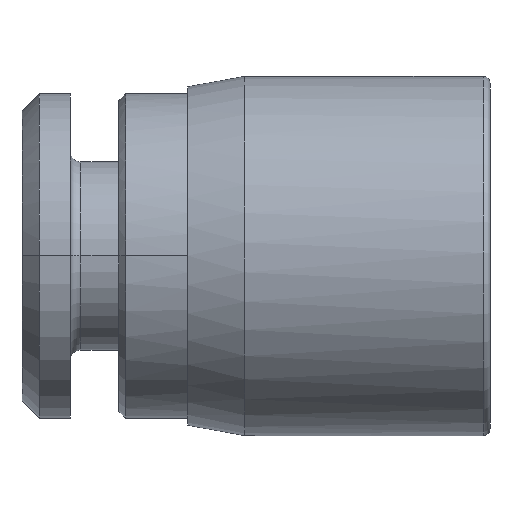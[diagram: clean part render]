
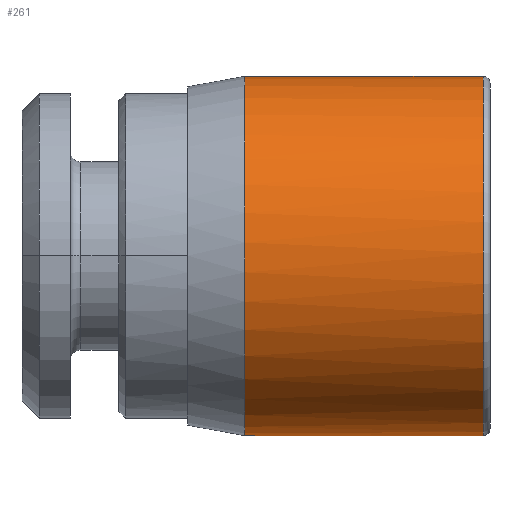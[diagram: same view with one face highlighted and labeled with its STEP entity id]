
A CAD part, top view. The second image highlights one B-rep face of the part: STEP entity #261.
In plain terms, the highlighted cylindrical face has radius 5.2 mm (diameter 10.4 mm), a partial arc.
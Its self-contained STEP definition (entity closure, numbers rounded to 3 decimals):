
#101=CARTESIAN_POINT('Vertex',(-1.7,-5.2,0.)) ;
#125=CARTESIAN_POINT('Vertex',(-1.7,5.2,0.)) ;
#156=CARTESIAN_POINT('Vertex',(-1.7,-5.198,0.154)) ;
#161=CARTESIAN_POINT('Axis2P3D Location',(-1.7,0.,0.)) ;
#183=CARTESIAN_POINT('Line Origine',(-10.688,-5.2,0.)) ;
#187=CARTESIAN_POINT('Vertex',(-8.6,-5.2,0.)) ;
#194=CARTESIAN_POINT('Vertex',(-8.6,5.2,0.)) ;
#197=CARTESIAN_POINT('Line Origine',(-10.688,5.2,0.)) ;
#220=CARTESIAN_POINT('Axis2P3D Location',(-1.7,0.,0.)) ;
#232=CARTESIAN_POINT('Axis2P3D Location',(-10.688,0.,0.)) ;
#238=CARTESIAN_POINT('Control Point',(-8.6,5.2,0.)) ;
#239=CARTESIAN_POINT('Control Point',(-8.6,5.2,0.817)) ;
#240=CARTESIAN_POINT('Control Point',(-8.6,5.04,1.634)) ;
#241=CARTESIAN_POINT('Control Point',(-8.6,4.719,2.408)) ;
#242=CARTESIAN_POINT('Control Point',(-8.6,3.79,3.79)) ;
#243=CARTESIAN_POINT('Control Point',(-8.6,2.408,4.719)) ;
#244=CARTESIAN_POINT('Control Point',(-8.6,1.634,5.04)) ;
#245=CARTESIAN_POINT('Control Point',(-8.6,0.,5.36)) ;
#246=CARTESIAN_POINT('Control Point',(-8.6,-1.634,5.04)) ;
#247=CARTESIAN_POINT('Control Point',(-8.6,-2.408,4.719)) ;
#248=CARTESIAN_POINT('Control Point',(-8.6,-3.79,3.79)) ;
#249=CARTESIAN_POINT('Control Point',(-8.6,-4.719,2.408)) ;
#250=CARTESIAN_POINT('Control Point',(-8.6,-5.04,1.634)) ;
#251=CARTESIAN_POINT('Control Point',(-8.6,-5.2,0.817)) ;
#252=CARTESIAN_POINT('Control Point',(-8.6,-5.2,0.)) ;
#162=DIRECTION('Axis2P3D Direction',(1.,0.,0.)) ;
#184=DIRECTION('Vector Direction',(1.,0.,0.)) ;
#198=DIRECTION('Vector Direction',(1.,0.,0.)) ;
#221=DIRECTION('Axis2P3D Direction',(1.,0.,0.)) ;
#233=DIRECTION('Axis2P3D Direction',(1.,0.,0.)) ;
#234=DIRECTION('Axis2P3D XDirection',(0.,1.,0.)) ;
#163=AXIS2_PLACEMENT_3D('Circle Axis2P3D',#161,#162,$) ;
#222=AXIS2_PLACEMENT_3D('Circle Axis2P3D',#220,#221,$) ;
#235=AXIS2_PLACEMENT_3D('Cylinder Axis2P3D',#232,#233,#234) ;
#255=ORIENTED_EDGE('',*,*,#253,.T.) ;
#256=ORIENTED_EDGE('',*,*,#189,.F.) ;
#257=ORIENTED_EDGE('',*,*,#165,.F.) ;
#258=ORIENTED_EDGE('',*,*,#224,.F.) ;
#259=ORIENTED_EDGE('',*,*,#201,.T.) ;
#185=VECTOR('Line Direction',#184,1.) ;
#199=VECTOR('Line Direction',#198,1.) ;
#261=ADVANCED_FACE('MANIFOLD_SOLID_BREP #2543',(#260),#236,.T.) ;
#237=B_SPLINE_CURVE_WITH_KNOTS('',5,(#238,#239,#240,#241,#242,#243,#244,#245,#246,#247,#248,#249,#250,#251,#252),.UNSPECIFIED.,.F.,.U.,(6,3,3,3,6),(-8.168,-4.084,0.,4.084,8.168),.UNSPECIFIED.) ;
#164=CIRCLE('generated circle',#163,5.2) ;
#223=CIRCLE('generated circle',#222,5.2) ;
#236=CYLINDRICAL_SURFACE('generated cylinder',#235,5.2) ;
#165=EDGE_CURVE('',#157,#102,#164,.T.) ;
#189=EDGE_CURVE('',#102,#188,#186,.F.) ;
#201=EDGE_CURVE('',#126,#195,#200,.F.) ;
#224=EDGE_CURVE('',#126,#157,#223,.T.) ;
#253=EDGE_CURVE('',#195,#188,#237,.T.) ;
#254=EDGE_LOOP('',(#255,#256,#257,#258,#259)) ;
#260=FACE_OUTER_BOUND('',#254,.T.) ;
#186=LINE('Line',#183,#185) ;
#200=LINE('Line',#197,#199) ;
#102=VERTEX_POINT('',#101) ;
#126=VERTEX_POINT('',#125) ;
#157=VERTEX_POINT('',#156) ;
#188=VERTEX_POINT('',#187) ;
#195=VERTEX_POINT('',#194) ;
